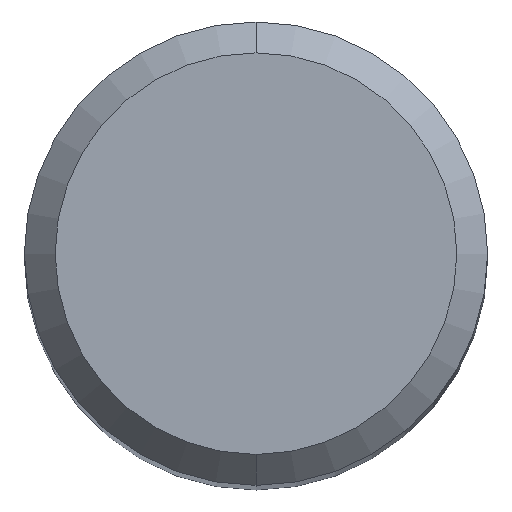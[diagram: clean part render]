
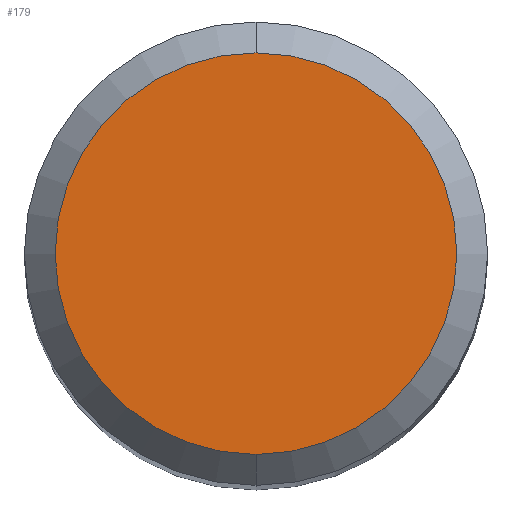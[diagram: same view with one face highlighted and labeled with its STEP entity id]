
A CAD part, top view. The second image highlights one B-rep face of the part: STEP entity #179.
In plain terms, the highlighted planar face has unit normal (0, 0, 1).
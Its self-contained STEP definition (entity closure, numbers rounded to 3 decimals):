
#179=ADVANCED_FACE('',(#472),#473,.T.);
#203=EDGE_CURVE('',#401,#335,#499,.T.);
#335=VERTEX_POINT('',#644);
#389=EDGE_CURVE('',#335,#401,#703,.T.);
#401=VERTEX_POINT('',#717);
#472=FACE_OUTER_BOUND('',#786,.T.);
#473=PLANE('',#787);
#499=CIRCLE('',#851,2.6);
#644=CARTESIAN_POINT('',(0.0,2.6,0.0));
#703=CIRCLE('',#1262,2.6);
#717=CARTESIAN_POINT('',(0.,-2.6,0.0));
#786=EDGE_LOOP('',(#1409,#1410));
#787=AXIS2_PLACEMENT_3D('',#1411,#1412,#1413);
#851=AXIS2_PLACEMENT_3D('',#1436,#1437,#1438);
#1262=AXIS2_PLACEMENT_3D('',#1663,#1664,#1665);
#1409=ORIENTED_EDGE('',*,*,#389,.F.);
#1410=ORIENTED_EDGE('',*,*,#203,.F.);
#1411=CARTESIAN_POINT('',(0.0,1.3,0.0));
#1412=DIRECTION('',(-0.0,0.0,1.0));
#1413=DIRECTION('',(0.0,-1.0,0.0));
#1436=CARTESIAN_POINT('',(0.0,0.0,0.0));
#1437=DIRECTION('',(0.0,0.0,-1.0));
#1438=DIRECTION('',(0.0,1.0,0.0));
#1663=CARTESIAN_POINT('',(0.0,0.0,0.0));
#1664=DIRECTION('',(0.0,0.0,-1.0));
#1665=DIRECTION('',(0.0,1.0,0.0));
